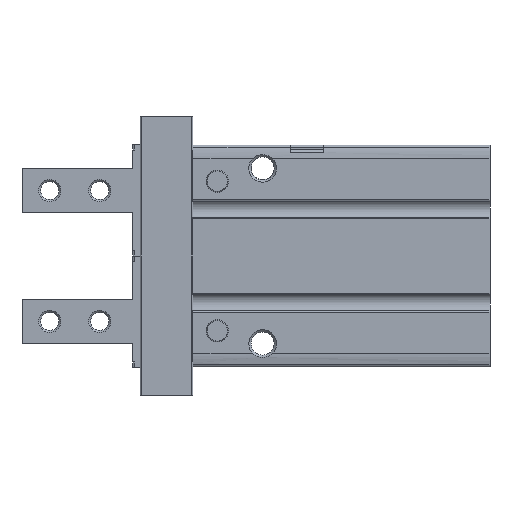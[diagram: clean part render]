
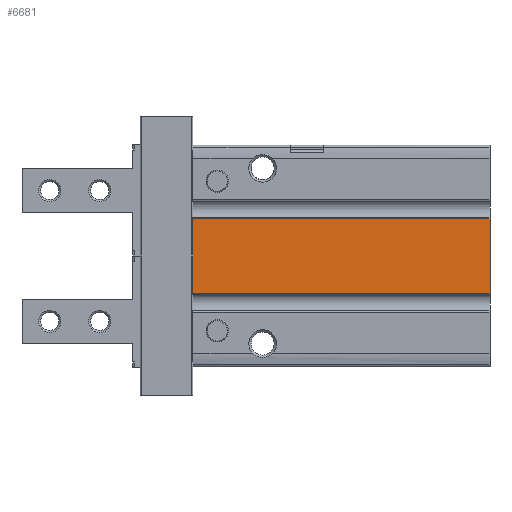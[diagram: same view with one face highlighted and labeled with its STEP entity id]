
A CAD part, left-side view. The second image highlights one B-rep face of the part: STEP entity #6681.
In plain terms, the highlighted face is planar.
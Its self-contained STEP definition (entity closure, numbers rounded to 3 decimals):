
#81=PLANE('',#7208);
#397=LINE('',#10329,#965);
#403=LINE('',#10361,#971);
#405=LINE('',#10367,#973);
#406=LINE('',#10368,#974);
#965=VECTOR('',#8128,1000.);
#971=VECTOR('',#8156,1000.);
#973=VECTOR('',#8162,1000.);
#974=VECTOR('',#8163,1000.);
#1644=ORIENTED_EDGE('',*,*,#3596,.T.);
#1645=ORIENTED_EDGE('',*,*,#3578,.T.);
#1646=ORIENTED_EDGE('',*,*,#3597,.F.);
#1647=ORIENTED_EDGE('',*,*,#3593,.F.);
#3578=EDGE_CURVE('',#4552,#4551,#397,.T.);
#3593=EDGE_CURVE('',#4566,#4567,#403,.T.);
#3596=EDGE_CURVE('',#4566,#4552,#405,.T.);
#3597=EDGE_CURVE('',#4567,#4551,#406,.T.);
#4551=VERTEX_POINT('',#10328);
#4552=VERTEX_POINT('',#10330);
#4566=VERTEX_POINT('',#10360);
#4567=VERTEX_POINT('',#10362);
#5484=EDGE_LOOP('',(#1644,#1645,#1646,#1647));
#6002=FACE_BOUND('',#5484,.T.);
#6681=ADVANCED_FACE('',(#6002),#81,.F.);
#7208=AXIS2_PLACEMENT_3D('',#10366,#8160,#8161);
#8128=DIRECTION('',(1.,0.,0.));
#8156=DIRECTION('',(1.,0.,0.));
#8160=DIRECTION('',(0.,0.,-1.));
#8161=DIRECTION('',(-1.,0.,0.));
#8162=DIRECTION('',(0.,-1.,0.));
#8163=DIRECTION('',(0.,-1.,0.));
#10328=CARTESIAN_POINT('',(6.7,0.,13.));
#10329=CARTESIAN_POINT('',(-17.5,0.,13.));
#10330=CARTESIAN_POINT('',(-6.7,0.,13.));
#10360=CARTESIAN_POINT('',(-6.7,53.6,13.));
#10361=CARTESIAN_POINT('',(-17.5,53.6,13.));
#10362=CARTESIAN_POINT('',(6.7,53.6,13.));
#10366=CARTESIAN_POINT('',(-17.5,53.6,13.));
#10367=CARTESIAN_POINT('',(-6.7,53.6,13.));
#10368=CARTESIAN_POINT('',(6.7,53.6,13.));
